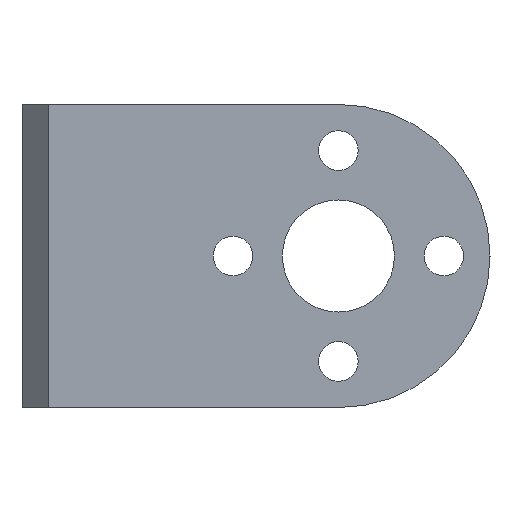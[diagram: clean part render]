
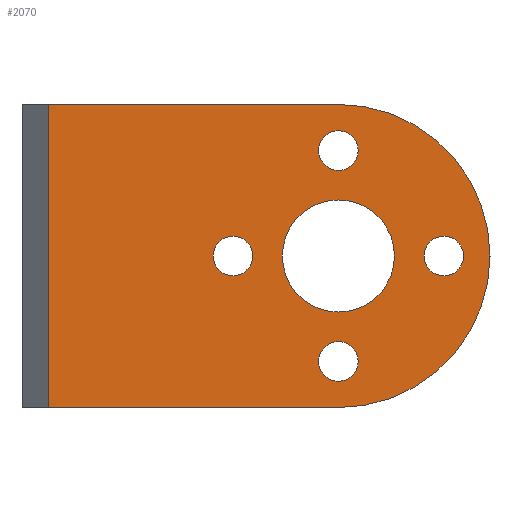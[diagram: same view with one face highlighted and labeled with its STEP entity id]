
A CAD part, left-side view. The second image highlights one B-rep face of the part: STEP entity #2070.
In plain terms, the highlighted planar face has unit normal (-1, 0, 0).
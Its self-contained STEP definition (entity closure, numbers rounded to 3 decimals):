
#137=FACE_BOUND('',#722,.T.);
#138=FACE_BOUND('',#723,.T.);
#139=FACE_BOUND('',#724,.T.);
#140=FACE_BOUND('',#725,.T.);
#141=FACE_BOUND('',#726,.T.);
#357=CIRCLE('',#2254,11.5);
#358=CIRCLE('',#2255,1.5);
#359=CIRCLE('',#2256,1.5);
#360=CIRCLE('',#2257,1.5);
#361=CIRCLE('',#2258,1.5);
#362=CIRCLE('',#2259,4.25);
#547=FACE_OUTER_BOUND('',#721,.T.);
#721=EDGE_LOOP('',(#1605,#1606,#1607,#1608));
#722=EDGE_LOOP('',(#1609));
#723=EDGE_LOOP('',(#1610));
#724=EDGE_LOOP('',(#1611));
#725=EDGE_LOOP('',(#1612));
#726=EDGE_LOOP('',(#1613));
#1108=LINE('',#3386,#1134);
#1116=LINE('',#3401,#1142);
#1117=LINE('',#3404,#1143);
#1134=VECTOR('',#2632,10.);
#1142=VECTOR('',#2642,10.);
#1143=VECTOR('',#2645,10.);
#1164=VERTEX_POINT('',#3383);
#1165=VERTEX_POINT('',#3385);
#1171=VERTEX_POINT('',#3399);
#1172=VERTEX_POINT('',#3403);
#1173=VERTEX_POINT('',#3406);
#1174=VERTEX_POINT('',#3408);
#1175=VERTEX_POINT('',#3410);
#1176=VERTEX_POINT('',#3412);
#1177=VERTEX_POINT('',#3414);
#1374=EDGE_CURVE('',#1164,#1165,#1108,.T.);
#1382=EDGE_CURVE('',#1171,#1164,#1116,.T.);
#1383=EDGE_CURVE('',#1172,#1171,#1117,.T.);
#1384=EDGE_CURVE('',#1165,#1172,#357,.T.);
#1385=EDGE_CURVE('',#1173,#1173,#358,.T.);
#1386=EDGE_CURVE('',#1174,#1174,#359,.T.);
#1387=EDGE_CURVE('',#1175,#1175,#360,.T.);
#1388=EDGE_CURVE('',#1176,#1176,#361,.T.);
#1389=EDGE_CURVE('',#1177,#1177,#362,.T.);
#1605=ORIENTED_EDGE('',*,*,#1382,.F.);
#1606=ORIENTED_EDGE('',*,*,#1383,.F.);
#1607=ORIENTED_EDGE('',*,*,#1384,.F.);
#1608=ORIENTED_EDGE('',*,*,#1374,.F.);
#1609=ORIENTED_EDGE('',*,*,#1385,.F.);
#1610=ORIENTED_EDGE('',*,*,#1386,.F.);
#1611=ORIENTED_EDGE('',*,*,#1387,.F.);
#1612=ORIENTED_EDGE('',*,*,#1388,.F.);
#1613=ORIENTED_EDGE('',*,*,#1389,.F.);
#2018=PLANE('',#2253);
#2070=ADVANCED_FACE('',(#547,#137,#138,#139,#140,#141),#2018,.F.);
#2253=AXIS2_PLACEMENT_3D('',#3402,#2643,#2644);
#2254=AXIS2_PLACEMENT_3D('',#3405,#2646,#2647);
#2255=AXIS2_PLACEMENT_3D('',#3407,#2648,#2649);
#2256=AXIS2_PLACEMENT_3D('',#3409,#2650,#2651);
#2257=AXIS2_PLACEMENT_3D('',#3411,#2652,#2653);
#2258=AXIS2_PLACEMENT_3D('',#3413,#2654,#2655);
#2259=AXIS2_PLACEMENT_3D('',#3415,#2656,#2657);
#2632=DIRECTION('',(0.,-1.,0.));
#2642=DIRECTION('',(0.,0.,1.));
#2643=DIRECTION('center_axis',(1.,0.,0.));
#2644=DIRECTION('ref_axis',(0.,0.,-1.));
#2645=DIRECTION('',(0.,1.,0.));
#2646=DIRECTION('center_axis',(1.,0.,0.));
#2647=DIRECTION('ref_axis',(0.,0.,1.));
#2648=DIRECTION('center_axis',(-1.,0.,0.));
#2649=DIRECTION('ref_axis',(0.,-1.,0.));
#2650=DIRECTION('center_axis',(-1.,0.,0.));
#2651=DIRECTION('ref_axis',(0.,-1.,0.));
#2652=DIRECTION('center_axis',(-1.,0.,0.));
#2653=DIRECTION('ref_axis',(0.,-1.,0.));
#2654=DIRECTION('center_axis',(-1.,0.,0.));
#2655=DIRECTION('ref_axis',(0.,-1.,0.));
#2656=DIRECTION('center_axis',(-1.,0.,0.));
#2657=DIRECTION('ref_axis',(0.,-1.,0.));
#3383=CARTESIAN_POINT('',(-45.,22.,11.5));
#3385=CARTESIAN_POINT('',(-45.,0.,11.5));
#3386=CARTESIAN_POINT('',(-45.,24.,11.5));
#3399=CARTESIAN_POINT('',(-45.,22.,-11.5));
#3401=CARTESIAN_POINT('',(-45.,22.,-5.75));
#3402=CARTESIAN_POINT('Origin',(-45.,9.477,0.));
#3403=CARTESIAN_POINT('',(-45.,0.,-11.5));
#3404=CARTESIAN_POINT('',(-45.,0.,-11.5));
#3405=CARTESIAN_POINT('Origin',(-45.,0.,0.));
#3406=CARTESIAN_POINT('',(-45.,1.5,-8.));
#3407=CARTESIAN_POINT('Origin',(-45.,0.,-8.));
#3408=CARTESIAN_POINT('',(-45.,9.5,0.));
#3409=CARTESIAN_POINT('Origin',(-45.,8.,0.));
#3410=CARTESIAN_POINT('',(-45.,1.5,8.));
#3411=CARTESIAN_POINT('Origin',(-45.,0.,8.));
#3412=CARTESIAN_POINT('',(-45.,-6.5,0.));
#3413=CARTESIAN_POINT('Origin',(-45.,-8.,0.));
#3414=CARTESIAN_POINT('',(-45.,4.25,0.));
#3415=CARTESIAN_POINT('Origin',(-45.,0.,0.));
